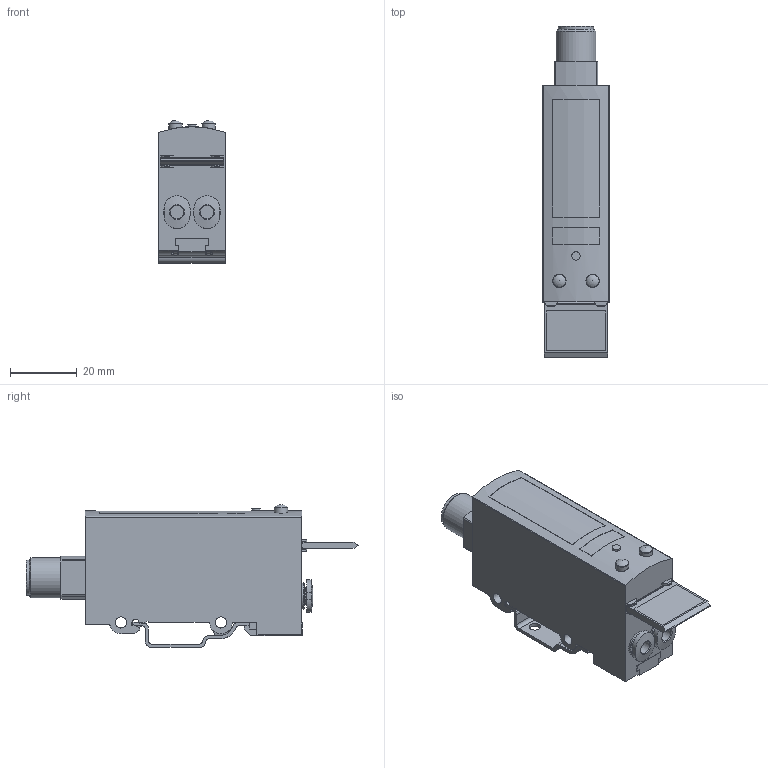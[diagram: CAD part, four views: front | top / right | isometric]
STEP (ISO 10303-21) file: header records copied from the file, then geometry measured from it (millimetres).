
FILE_DESCRIPTION(/* description */ ('STEP AP214'),/* implementation_level */ '2;1');
FILE_NAME(/* name */ '568666_SDE3-D10M-B-WQ4-2P-M12',/* time_stamp */ '2024-09-14T23:38:50+02:00',/* author */ ('License CC BY-ND 4.0'),/* organization */ ('CADENAS'),/* preprocessor_version */ 'ST-DEVELOPER v19.3',/* originating_system */ 'PARTsolutions',/* authorisation */ ' ');
FILE_SCHEMA (('AUTOMOTIVE_DESIGN {1 0 10303 214 3 1 1}'));
Length unit declared in the file: millimetre
Products named in the file (4): 568666 SDE3-D10M-B-WQ4-2P-M12; 539679 SDE3-D10M-B-WQ4-2P-M12-----(G); 724245 SXE3-W---(SDE3); 677000 SXE3-.
Assembly tree (3 placements, depth 2):
  568666 SDE3-D10M-B-WQ4-2P-M12
    539679 SDE3-D10M-B-WQ4-2P-M12-----(G)
    724245 SXE3-W---(SDE3)
    677000 SXE3-.
Bounding box: 20 x 99.6 x 42.85 mm (x, y, z)
Volume: 47556.6 mm3; surface area: 13854.1 mm2
Topology: 3 solids, 3 shells, 296 faces, 802 edges, 531 vertices
Faces by surface type: plane 181, cylinder 95, torus 7, sphere 7, cone 6
Full cylindrical faces by diameter (mm): 0.9 x5, 2.5 x1, 3.4 x4, 3.9 x1, 4 x4, 5.2 x2, 8 x2, 8.3 x1, 10.6 x1, 12 x1
Entity records: 10615 total; most frequent: CARTESIAN_POINT 1804, DIRECTION 1491, ORIENTED_EDGE 1490, EDGE_CURVE 745, VERTEX_POINT 515, AXIS2_PLACEMENT_3D 507, LINE 477, VECTOR 477
